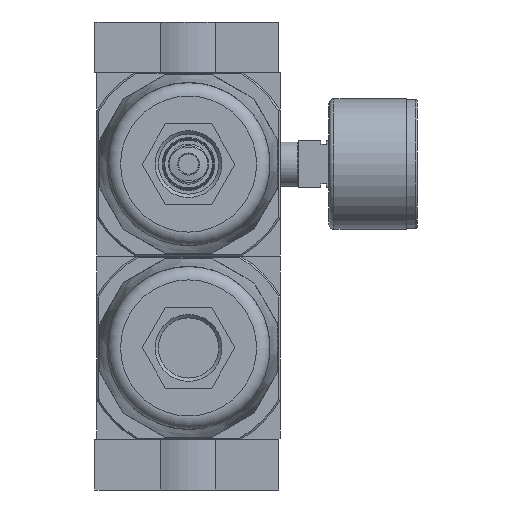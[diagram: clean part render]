
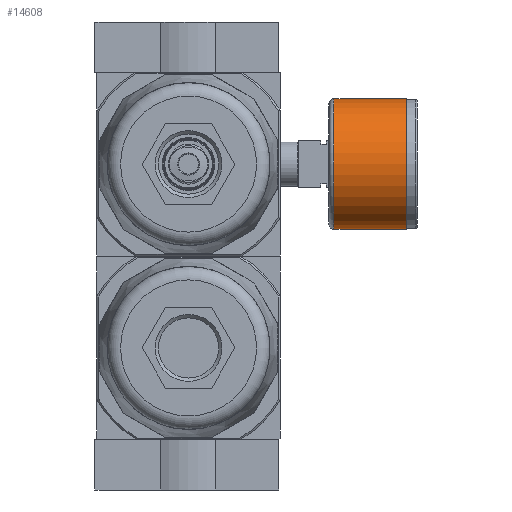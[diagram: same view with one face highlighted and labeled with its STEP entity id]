
A CAD part, front view. The second image highlights one B-rep face of the part: STEP entity #14608.
In plain terms, the highlighted cylindrical face has radius 19.5 mm (diameter 39 mm), a full revolution.
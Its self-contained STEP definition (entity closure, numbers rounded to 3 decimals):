
#888=CYLINDRICAL_SURFACE('',#20828,19.5);
#1387=CIRCLE('',#20827,19.5);
#1388=CIRCLE('',#20829,19.5);
#3923=ORIENTED_EDGE('',*,*,#7065,.F.);
#3924=ORIENTED_EDGE('',*,*,#7066,.T.);
#7065=EDGE_CURVE('',#8841,#8841,#1387,.T.);
#7066=EDGE_CURVE('',#8842,#8842,#1388,.T.);
#8841=VERTEX_POINT('',#29053);
#8842=VERTEX_POINT('',#29056);
#11940=EDGE_LOOP('',(#3923));
#11941=EDGE_LOOP('',(#3924));
#13106=FACE_BOUND('',#11940,.T.);
#13107=FACE_BOUND('',#11941,.T.);
#14608=ADVANCED_FACE('',(#13106,#13107),#888,.T.);
#20827=AXIS2_PLACEMENT_3D('',#29052,#23810,#23811);
#20828=AXIS2_PLACEMENT_3D('',#29054,#23812,#23813);
#20829=AXIS2_PLACEMENT_3D('',#29055,#23814,#23815);
#23810=DIRECTION('',(1.,0.,0.));
#23811=DIRECTION('',(0.,0.,-1.));
#23812=DIRECTION('',(1.,0.,0.));
#23813=DIRECTION('',(0.,0.,-1.));
#23814=DIRECTION('',(1.,0.,0.));
#23815=DIRECTION('',(0.,0.,-1.));
#29052=CARTESIAN_POINT('',(-3.2,0.,0.));
#29053=CARTESIAN_POINT('',(-3.2,0.,-19.5));
#29054=CARTESIAN_POINT('',(0.,0.,0.));
#29055=CARTESIAN_POINT('',(-24.85,0.,0.));
#29056=CARTESIAN_POINT('',(-24.85,0.,-19.5));
